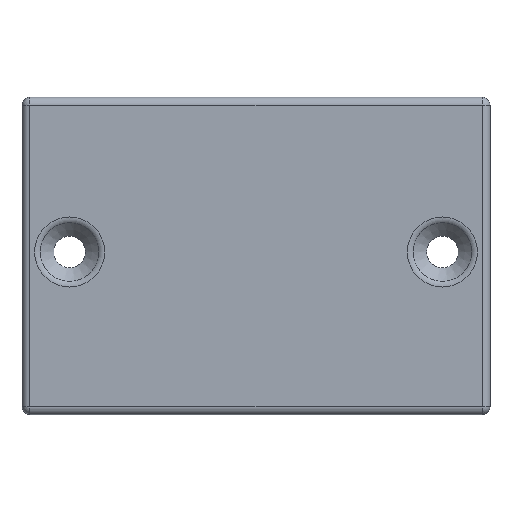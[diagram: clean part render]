
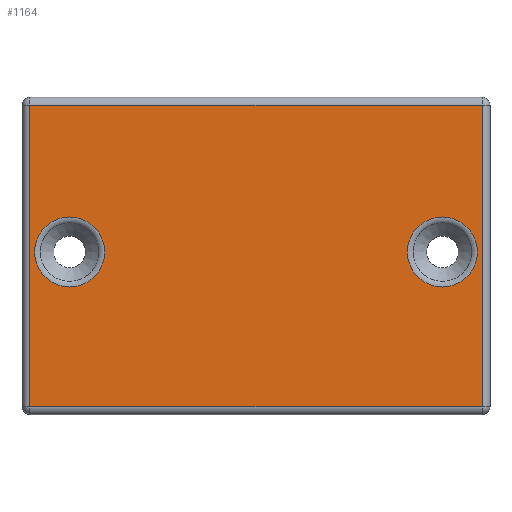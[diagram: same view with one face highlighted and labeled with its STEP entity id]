
A CAD part, top view. The second image highlights one B-rep face of the part: STEP entity #1164.
In plain terms, the highlighted planar face has unit normal (0, 0, 1).
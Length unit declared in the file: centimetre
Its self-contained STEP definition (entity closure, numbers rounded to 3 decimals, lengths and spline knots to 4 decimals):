
#787=CARTESIAN_POINT('',(0.575,1.2902,4.));
#788=VERTEX_POINT('',#787);
#796=CARTESIAN_POINT('',(0.575,-0.6098,4.));
#797=VERTEX_POINT('',#796);
#798=CARTESIAN_POINT('',(0.575,1.3452,4.));
#799=DIRECTION('',(0.,-1.,0.));
#800=VECTOR('',#799,2.01);
#801=LINE('',#798,#800);
#802=EDGE_CURVE('',#788,#797,#801,.T.);
#836=CARTESIAN_POINT('',(-2.275,-0.6098,4.));
#837=VERTEX_POINT('',#836);
#838=CARTESIAN_POINT('',(0.63,-0.6098,4.));
#839=DIRECTION('',(-1.,0.,0.));
#840=VECTOR('',#839,2.96);
#841=LINE('',#838,#840);
#842=EDGE_CURVE('',#797,#837,#841,.T.);
#876=CARTESIAN_POINT('',(-2.275,1.2902,4.));
#877=VERTEX_POINT('',#876);
#878=CARTESIAN_POINT('',(-2.275,-0.6648,4.));
#879=DIRECTION('',(-0.,1.,0.));
#880=VECTOR('',#879,2.01);
#881=LINE('',#878,#880);
#882=EDGE_CURVE('',#837,#877,#881,.T.);
#950=CARTESIAN_POINT('',(-2.33,1.2902,4.));
#951=DIRECTION('',(1.,0.,-0.));
#952=VECTOR('',#951,2.96);
#953=LINE('',#950,#952);
#954=EDGE_CURVE('',#877,#788,#953,.T.);
#1113=CARTESIAN_POINT('',(-0.85,0.3402,4.));
#1114=DIRECTION('',(0.,0.,1.));
#1115=DIRECTION('',(1.,0.,0.));
#1116=AXIS2_PLACEMENT_3D('',#1113,#1114,#1115);
#1117=PLANE('',#1116);
#1118=CARTESIAN_POINT('',(0.1043,0.3652,4.));
#1119=VERTEX_POINT('',#1118);
#1120=CARTESIAN_POINT('',(0.5458,0.3652,4.));
#1121=VERTEX_POINT('',#1120);
#1122=CARTESIAN_POINT('',(0.325,0.3652,4.));
#1123=DIRECTION('',(0.,0.,1.));
#1124=DIRECTION('',(-1.,0.,0.));
#1125=AXIS2_PLACEMENT_3D('',#1122,#1123,#1124);
#1126=CIRCLE('',#1125,0.2207);
#1127=EDGE_CURVE('',#1119,#1121,#1126,.T.);
#1128=ORIENTED_EDGE('',*,*,#1127,.F.);
#1129=CARTESIAN_POINT('',(0.325,0.3652,4.));
#1130=DIRECTION('',(0.,0.,1.));
#1131=DIRECTION('',(-1.,0.,0.));
#1132=AXIS2_PLACEMENT_3D('',#1129,#1130,#1131);
#1133=CIRCLE('',#1132,0.2207);
#1134=EDGE_CURVE('',#1121,#1119,#1133,.T.);
#1135=ORIENTED_EDGE('',*,*,#1134,.F.);
#1136=EDGE_LOOP('',(#1128,#1135));
#1137=FACE_BOUND('',#1136,.T.);
#1138=CARTESIAN_POINT('',(-2.2457,0.3652,4.));
#1139=VERTEX_POINT('',#1138);
#1140=CARTESIAN_POINT('',(-1.8042,0.3652,4.));
#1141=VERTEX_POINT('',#1140);
#1142=CARTESIAN_POINT('',(-2.025,0.3652,4.));
#1143=DIRECTION('',(0.,0.,1.));
#1144=DIRECTION('',(-1.,0.,0.));
#1145=AXIS2_PLACEMENT_3D('',#1142,#1143,#1144);
#1146=CIRCLE('',#1145,0.2207);
#1147=EDGE_CURVE('',#1139,#1141,#1146,.T.);
#1148=ORIENTED_EDGE('',*,*,#1147,.F.);
#1149=CARTESIAN_POINT('',(-2.025,0.3652,4.));
#1150=DIRECTION('',(0.,0.,1.));
#1151=DIRECTION('',(-1.,0.,0.));
#1152=AXIS2_PLACEMENT_3D('',#1149,#1150,#1151);
#1153=CIRCLE('',#1152,0.2207);
#1154=EDGE_CURVE('',#1141,#1139,#1153,.T.);
#1155=ORIENTED_EDGE('',*,*,#1154,.F.);
#1156=EDGE_LOOP('',(#1148,#1155));
#1157=FACE_BOUND('',#1156,.T.);
#1158=ORIENTED_EDGE('',*,*,#802,.F.);
#1159=ORIENTED_EDGE('',*,*,#954,.F.);
#1160=ORIENTED_EDGE('',*,*,#882,.F.);
#1161=ORIENTED_EDGE('',*,*,#842,.F.);
#1162=EDGE_LOOP('',(#1158,#1159,#1160,#1161));
#1163=FACE_BOUND('',#1162,.T.);
#1164=ADVANCED_FACE('',(#1137,#1157,#1163),#1117,.T.);
